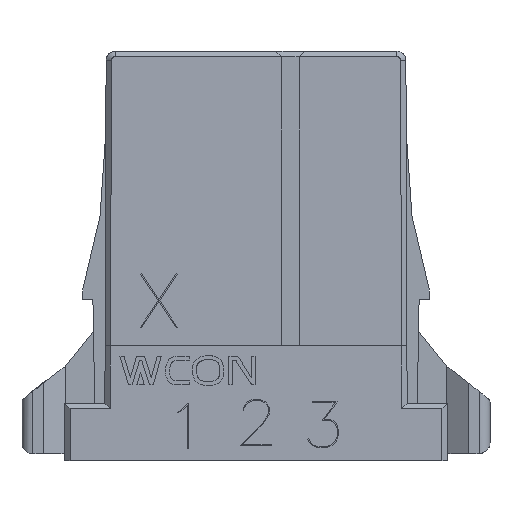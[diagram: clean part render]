
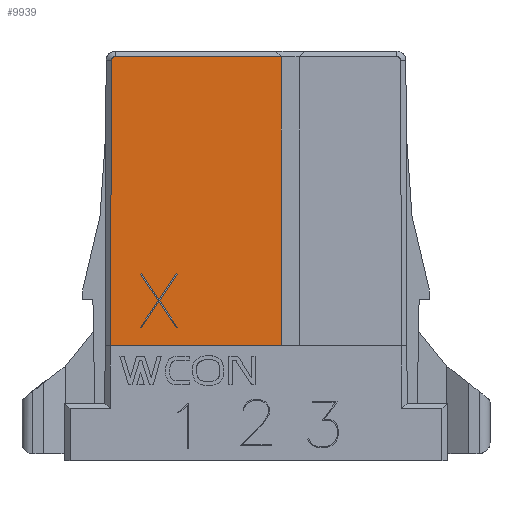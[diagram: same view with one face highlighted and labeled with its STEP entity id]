
A CAD part, front view. The second image highlights one B-rep face of the part: STEP entity #9939.
In plain terms, the highlighted free-form (B-spline) face has degree [1, 1] with [2, 2] control points.
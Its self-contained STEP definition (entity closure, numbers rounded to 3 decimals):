
#35=CARTESIAN_POINT('',(5.215,-3.275,-16.4));
#36=VERTEX_POINT('',#35);
#37=CARTESIAN_POINT('',(-4.297,-3.275,-16.4));
#38=VERTEX_POINT('',#37);
#39=CARTESIAN_POINT('',(5.215,-3.275,-16.4));
#40=DIRECTION('',(-1.,0.,0.));
#41=VECTOR('',#40,9.512);
#42=LINE('',#39,#41);
#43=EDGE_CURVE('',#36,#38,#42,.T.);
#7894=CARTESIAN_POINT('',(5.215,-3.219,-0.3));
#7895=VERTEX_POINT('',#7894);
#7902=CARTESIAN_POINT('',(5.215,-3.219,-0.3));
#7903=DIRECTION('',(0.,-0.003,-1.));
#7904=VECTOR('',#7903,16.1);
#7905=LINE('',#7902,#7904);
#7906=EDGE_CURVE('',#7895,#36,#7905,.T.);
#8398=CARTESIAN_POINT('',(-4.042,-3.219,-0.3));
#8399=VERTEX_POINT('',#8398);
#8407=CARTESIAN_POINT('',(-4.242,-3.219,-0.499));
#8408=VERTEX_POINT('',#8407);
#8415=CARTESIAN_POINT('',(-4.242,-3.219,-0.499));
#8416=CARTESIAN_POINT('',(-4.242,-3.219,-0.454));
#8417=CARTESIAN_POINT('',(-4.212,-3.219,-0.392));
#8418=CARTESIAN_POINT('',(-4.184,-3.219,-0.358));
#8419=CARTESIAN_POINT('',(-4.15,-3.219,-0.329));
#8420=CARTESIAN_POINT('',(-4.087,-3.219,-0.3));
#8421=CARTESIAN_POINT('',(-4.042,-3.219,-0.3));
#8422=B_SPLINE_CURVE_WITH_KNOTS('',2,(#8415,#8416,#8417,#8418,#8419,#8420,#8421),.UNSPECIFIED.,.F.,.U.,(3,1,1,1,1,3),(0.,0.28,0.436,0.563,0.718,1.),.UNSPECIFIED.);
#8423=EDGE_CURVE('',#8408,#8399,#8422,.T.);
#8434=CARTESIAN_POINT('',(-4.042,-3.219,-0.3));
#8435=DIRECTION('',(1.,0.,0.));
#8436=VECTOR('',#8435,9.257);
#8437=LINE('',#8434,#8436);
#8438=EDGE_CURVE('',#8399,#7895,#8437,.T.);
#8483=CARTESIAN_POINT('',(-4.297,-3.275,-16.4));
#8484=CARTESIAN_POINT('',(-4.296,-3.274,-16.073));
#8485=CARTESIAN_POINT('',(-4.292,-3.269,-14.793));
#8486=CARTESIAN_POINT('',(-4.284,-3.262,-12.593));
#8487=CARTESIAN_POINT('',(-4.275,-3.252,-9.888));
#8488=CARTESIAN_POINT('',(-4.265,-3.242,-7.044));
#8489=CARTESIAN_POINT('',(-4.257,-3.234,-4.732));
#8490=CARTESIAN_POINT('',(-4.251,-3.229,-3.191));
#8491=CARTESIAN_POINT('',(-4.248,-3.225,-2.164));
#8492=CARTESIAN_POINT('',(-4.245,-3.223,-1.479));
#8493=CARTESIAN_POINT('',(-4.244,-3.221,-1.022));
#8494=CARTESIAN_POINT('',(-4.242,-3.22,-0.669));
#8495=CARTESIAN_POINT('',(-4.242,-3.219,-0.499));
#8496=B_SPLINE_CURVE_WITH_KNOTS('',2,(#8483,#8484,#8485,#8486,#8487,#8488,#8489,#8490,#8491,#8492,#8493,#8494,#8495),.UNSPECIFIED.,.F.,.U.,(3,1,1,1,1,1,1,1,1,1,1,3),(0.,0.034,0.134,0.265,0.417,0.562,0.659,0.724,0.767,0.796,0.815,0.832),.UNSPECIFIED.);
#8497=EDGE_CURVE('',#38,#8408,#8496,.T.);
#9829=CARTESIAN_POINT('',(-4.597,-3.275,-16.4));
#9830=CARTESIAN_POINT('',(-4.597,-3.218,0.));
#9831=CARTESIAN_POINT('',(5.215,-3.275,-16.4));
#9832=CARTESIAN_POINT('',(5.215,-3.218,0.));
#9833=B_SPLINE_SURFACE_WITH_KNOTS('',1,1,((#9829,#9830),(#9831,#9832)),.RULED_SURF.,.F.,.F.,.U.,(2,2),(2,2),(0.135,0.527),(0.301,0.955),.UNSPECIFIED.);
#9834=ORIENTED_EDGE('',*,*,#43,.F.);
#9835=ORIENTED_EDGE('',*,*,#7906,.F.);
#9836=ORIENTED_EDGE('',*,*,#8438,.F.);
#9837=ORIENTED_EDGE('',*,*,#8423,.F.);
#9838=ORIENTED_EDGE('',*,*,#8497,.F.);
#9839=EDGE_LOOP('',(#9834,#9835,#9836,#9837,#9838));
#9840=FACE_OUTER_BOUND('',#9839,.T.);
#9841=CARTESIAN_POINT('',(-2.627,-3.261,-12.404));
#9842=VERTEX_POINT('',#9841);
#9843=CARTESIAN_POINT('',(-2.569,-3.261,-12.37));
#9844=VERTEX_POINT('',#9843);
#9845=CARTESIAN_POINT('',(-2.627,-3.261,-12.404));
#9846=DIRECTION('',(0.863,0.002,0.505));
#9847=VECTOR('',#9846,0.067);
#9848=LINE('',#9845,#9847);
#9849=EDGE_CURVE('',#9842,#9844,#9848,.T.);
#9850=ORIENTED_EDGE('',*,*,#9849,.T.);
#9851=CARTESIAN_POINT('',(-1.6,-3.266,-13.824));
#9852=VERTEX_POINT('',#9851);
#9853=CARTESIAN_POINT('',(-2.569,-3.261,-12.37));
#9854=DIRECTION('',(0.555,-0.003,-0.832));
#9855=VECTOR('',#9854,1.748);
#9856=LINE('',#9853,#9855);
#9857=EDGE_CURVE('',#9844,#9852,#9856,.T.);
#9858=ORIENTED_EDGE('',*,*,#9857,.T.);
#9859=CARTESIAN_POINT('',(-0.628,-3.261,-12.37));
#9860=VERTEX_POINT('',#9859);
#9861=CARTESIAN_POINT('',(-1.6,-3.266,-13.824));
#9862=DIRECTION('',(0.555,0.003,0.832));
#9863=VECTOR('',#9862,1.749);
#9864=LINE('',#9861,#9863);
#9865=EDGE_CURVE('',#9852,#9860,#9864,.T.);
#9866=ORIENTED_EDGE('',*,*,#9865,.T.);
#9867=CARTESIAN_POINT('',(-0.572,-3.261,-12.404));
#9868=VERTEX_POINT('',#9867);
#9869=CARTESIAN_POINT('',(-0.628,-3.261,-12.37));
#9870=DIRECTION('',(0.855,-0.002,-0.518));
#9871=VECTOR('',#9870,0.066);
#9872=LINE('',#9869,#9871);
#9873=EDGE_CURVE('',#9860,#9868,#9872,.T.);
#9874=ORIENTED_EDGE('',*,*,#9873,.T.);
#9875=CARTESIAN_POINT('',(-1.558,-3.266,-13.887));
#9876=VERTEX_POINT('',#9875);
#9877=CARTESIAN_POINT('',(-0.572,-3.261,-12.404));
#9878=DIRECTION('',(-0.554,-0.003,-0.833));
#9879=VECTOR('',#9878,1.781);
#9880=LINE('',#9877,#9879);
#9881=EDGE_CURVE('',#9868,#9876,#9880,.T.);
#9882=ORIENTED_EDGE('',*,*,#9881,.T.);
#9883=CARTESIAN_POINT('',(-0.572,-3.271,-15.366));
#9884=VERTEX_POINT('',#9883);
#9885=CARTESIAN_POINT('',(-1.558,-3.266,-13.887));
#9886=DIRECTION('',(0.555,-0.003,-0.832));
#9887=VECTOR('',#9886,1.778);
#9888=LINE('',#9885,#9887);
#9889=EDGE_CURVE('',#9876,#9884,#9888,.T.);
#9890=ORIENTED_EDGE('',*,*,#9889,.T.);
#9891=CARTESIAN_POINT('',(-0.629,-3.272,-15.401));
#9892=VERTEX_POINT('',#9891);
#9893=CARTESIAN_POINT('',(-0.572,-3.271,-15.366));
#9894=DIRECTION('',(-0.851,-0.002,-0.525));
#9895=VECTOR('',#9894,0.067);
#9896=LINE('',#9893,#9895);
#9897=EDGE_CURVE('',#9884,#9892,#9896,.T.);
#9898=ORIENTED_EDGE('',*,*,#9897,.T.);
#9899=CARTESIAN_POINT('',(-1.599,-3.266,-13.945));
#9900=VERTEX_POINT('',#9899);
#9901=CARTESIAN_POINT('',(-0.629,-3.272,-15.401));
#9902=DIRECTION('',(-0.555,0.003,0.832));
#9903=VECTOR('',#9902,1.75);
#9904=LINE('',#9901,#9903);
#9905=EDGE_CURVE('',#9892,#9900,#9904,.T.);
#9906=ORIENTED_EDGE('',*,*,#9905,.T.);
#9907=CARTESIAN_POINT('',(-2.569,-3.272,-15.401));
#9908=VERTEX_POINT('',#9907);
#9909=CARTESIAN_POINT('',(-1.599,-3.266,-13.945));
#9910=DIRECTION('',(-0.555,-0.003,-0.832));
#9911=VECTOR('',#9910,1.749);
#9912=LINE('',#9909,#9911);
#9913=EDGE_CURVE('',#9900,#9908,#9912,.T.);
#9914=ORIENTED_EDGE('',*,*,#9913,.T.);
#9915=CARTESIAN_POINT('',(-2.626,-3.271,-15.367));
#9916=VERTEX_POINT('',#9915);
#9917=CARTESIAN_POINT('',(-2.569,-3.272,-15.401));
#9918=DIRECTION('',(-0.86,0.002,0.51));
#9919=VECTOR('',#9918,0.066);
#9920=LINE('',#9917,#9919);
#9921=EDGE_CURVE('',#9908,#9916,#9920,.T.);
#9922=ORIENTED_EDGE('',*,*,#9921,.T.);
#9923=CARTESIAN_POINT('',(-1.64,-3.266,-13.88));
#9924=VERTEX_POINT('',#9923);
#9925=CARTESIAN_POINT('',(-2.626,-3.271,-15.367));
#9926=DIRECTION('',(0.553,0.003,0.833));
#9927=VECTOR('',#9926,1.784);
#9928=LINE('',#9925,#9927);
#9929=EDGE_CURVE('',#9916,#9924,#9928,.T.);
#9930=ORIENTED_EDGE('',*,*,#9929,.T.);
#9931=CARTESIAN_POINT('',(-1.64,-3.266,-13.88));
#9932=DIRECTION('',(-0.556,0.003,0.831));
#9933=VECTOR('',#9932,1.776);
#9934=LINE('',#9931,#9933);
#9935=EDGE_CURVE('',#9924,#9842,#9934,.T.);
#9936=ORIENTED_EDGE('',*,*,#9935,.T.);
#9937=EDGE_LOOP('',(#9850,#9858,#9866,#9874,#9882,#9890,#9898,#9906,#9914,#9922,#9930,#9936));
#9938=FACE_BOUND('',#9937,.T.);
#9939=ADVANCED_FACE('',(#9840,#9938),#9833,.T.);
